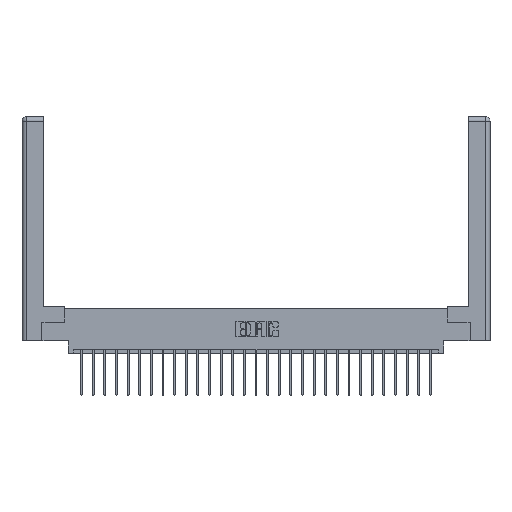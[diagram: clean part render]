
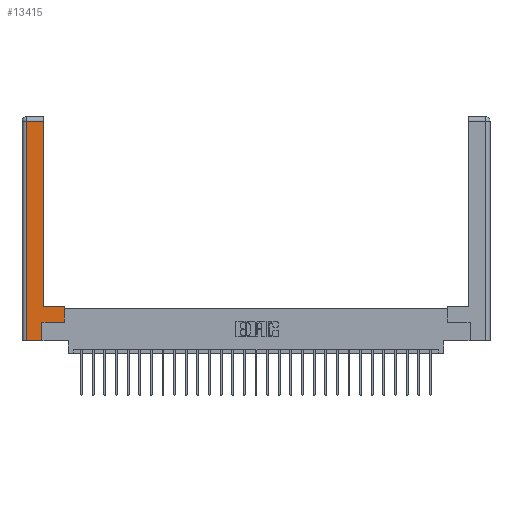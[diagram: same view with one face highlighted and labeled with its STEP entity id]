
A CAD part, top view. The second image highlights one B-rep face of the part: STEP entity #13415.
In plain terms, the highlighted planar face has unit normal (0, 0, 1).
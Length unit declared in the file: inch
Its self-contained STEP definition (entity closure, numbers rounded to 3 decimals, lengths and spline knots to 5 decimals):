
#577 = ORIENTED_EDGE ( 'NONE', *, *, #23350, .T. ) ;
#772 = LINE ( 'NONE', #2360, #18226 ) ;
#1438 = ORIENTED_EDGE ( 'NONE', *, *, #16595, .T. ) ;
#1869 = DIRECTION ( 'NONE',  ( -1., 0., 0. ) ) ;
#2360 = CARTESIAN_POINT ( 'NONE',  ( 0.565, 0.45, 0. ) ) ;
#2638 = CARTESIAN_POINT ( 'NONE',  ( 0.0615, 0., 0. ) ) ;
#2792 = ORIENTED_EDGE ( 'NONE', *, *, #4444, .T. ) ;
#2895 = VECTOR ( 'NONE', #1869, 39.37008 ) ;
#3448 = EDGE_CURVE ( 'NONE', #26782, #7159, #25202, .T. ) ;
#3625 = CARTESIAN_POINT ( 'NONE',  ( 0.565, 0.245, 0. ) ) ;
#3766 = VERTEX_POINT ( 'NONE', #7804 ) ;
#3825 = CARTESIAN_POINT ( 'NONE',  ( 0., 0., 0. ) ) ;
#4342 = CARTESIAN_POINT ( 'NONE',  ( 0.265, 0.245, 0. ) ) ;
#4444 = EDGE_CURVE ( 'NONE', #9538, #22119, #7377, .T. ) ;
#4472 = CARTESIAN_POINT ( 'NONE',  ( 0.565, 0.45, 0. ) ) ;
#4570 = ORIENTED_EDGE ( 'NONE', *, *, #27946, .T. ) ;
#4637 = DIRECTION ( 'NONE',  ( 0., 1., 0. ) ) ;
#5279 = LINE ( 'NONE', #12776, #2895 ) ;
#6541 = VERTEX_POINT ( 'NONE', #26974 ) ;
#7159 = VERTEX_POINT ( 'NONE', #16667 ) ;
#7175 = VERTEX_POINT ( 'NONE', #21520 ) ;
#7377 = LINE ( 'NONE', #15973, #23022 ) ;
#7804 = CARTESIAN_POINT ( 'NONE',  ( 0.565, 0.245, 0. ) ) ;
#7960 = DIRECTION ( 'NONE',  ( -1., 0., 0. ) ) ;
#9538 = VERTEX_POINT ( 'NONE', #4472 ) ;
#9561 = DIRECTION ( 'NONE',  ( -1., 0., 0. ) ) ;
#9594 = DIRECTION ( 'NONE',  ( 0., 1., 0. ) ) ;
#9612 = ORIENTED_EDGE ( 'NONE', *, *, #14576, .T. ) ;
#10100 = LINE ( 'NONE', #4342, #15217 ) ;
#10272 = ORIENTED_EDGE ( 'NONE', *, *, #11197, .T. ) ;
#10411 = CARTESIAN_POINT ( 'NONE',  ( 0.265, 0., 0. ) ) ;
#10798 = LINE ( 'NONE', #3625, #17331 ) ;
#11155 = ORIENTED_EDGE ( 'NONE', *, *, #21467, .T. ) ;
#11197 = EDGE_CURVE ( 'NONE', #22119, #7175, #23117, .T. ) ;
#11890 = VECTOR ( 'NONE', #19689, 39.37008 ) ;
#12776 = CARTESIAN_POINT ( 'NONE',  ( 0.0615, 2.94, 0. ) ) ;
#13151 = CARTESIAN_POINT ( 'NONE',  ( 0.0615, 2.94, 0. ) ) ;
#13391 = CARTESIAN_POINT ( 'NONE',  ( 0.0615, 0., 0. ) ) ;
#13415 = ADVANCED_FACE ( 'NONE', ( #14425 ), #19050, .F. ) ;
#13732 = AXIS2_PLACEMENT_3D ( 'NONE', #3825, #19237, #7960 ) ;
#14425 = FACE_OUTER_BOUND ( 'NONE', #22907, .T. ) ;
#14576 = EDGE_CURVE ( 'NONE', #7159, #6541, #10100, .T. ) ;
#15217 = VECTOR ( 'NONE', #4637, 39.37008 ) ;
#15973 = CARTESIAN_POINT ( 'NONE',  ( 0.295, 0.45, 0. ) ) ;
#16595 = EDGE_CURVE ( 'NONE', #3766, #9538, #772, .T. ) ;
#16667 = CARTESIAN_POINT ( 'NONE',  ( 0.265, 0., 0. ) ) ;
#17331 = VECTOR ( 'NONE', #25512, 39.37008 ) ;
#17677 = DIRECTION ( 'NONE',  ( 0., 1., 0. ) ) ;
#18226 = VECTOR ( 'NONE', #17677, 39.37008 ) ;
#18314 = CARTESIAN_POINT ( 'NONE',  ( 0.295, 3., 0. ) ) ;
#19050 = PLANE ( 'NONE',  #13732 ) ;
#19237 = DIRECTION ( 'NONE',  ( 0., 0., -1. ) ) ;
#19336 = CARTESIAN_POINT ( 'NONE',  ( 0.295, 0.45, 0. ) ) ;
#19689 = DIRECTION ( 'NONE',  ( 0., -1., 0. ) ) ;
#21467 = EDGE_CURVE ( 'NONE', #6541, #3766, #10798, .T. ) ;
#21520 = CARTESIAN_POINT ( 'NONE',  ( 0.295, 2.94, 0. ) ) ;
#22119 = VERTEX_POINT ( 'NONE', #19336 ) ;
#22907 = EDGE_LOOP ( 'NONE', ( #10272, #577, #4570, #27911, #9612, #11155, #1438, #2792 ) ) ;
#23022 = VECTOR ( 'NONE', #9561, 39.37008 ) ;
#23117 = LINE ( 'NONE', #18314, #25816 ) ;
#23350 = EDGE_CURVE ( 'NONE', #7175, #23465, #5279, .T. ) ;
#23465 = VERTEX_POINT ( 'NONE', #13151 ) ;
#23534 = LINE ( 'NONE', #13391, #11890 ) ;
#25202 = LINE ( 'NONE', #10411, #27890 ) ;
#25512 = DIRECTION ( 'NONE',  ( 1., 0., 0. ) ) ;
#25816 = VECTOR ( 'NONE', #9594, 39.37008 ) ;
#26782 = VERTEX_POINT ( 'NONE', #2638 ) ;
#26974 = CARTESIAN_POINT ( 'NONE',  ( 0.265, 0.245, 0. ) ) ;
#27890 = VECTOR ( 'NONE', #28041, 39.37008 ) ;
#27911 = ORIENTED_EDGE ( 'NONE', *, *, #3448, .T. ) ;
#27946 = EDGE_CURVE ( 'NONE', #23465, #26782, #23534, .T. ) ;
#28041 = DIRECTION ( 'NONE',  ( 1., 0., 0. ) ) ;
